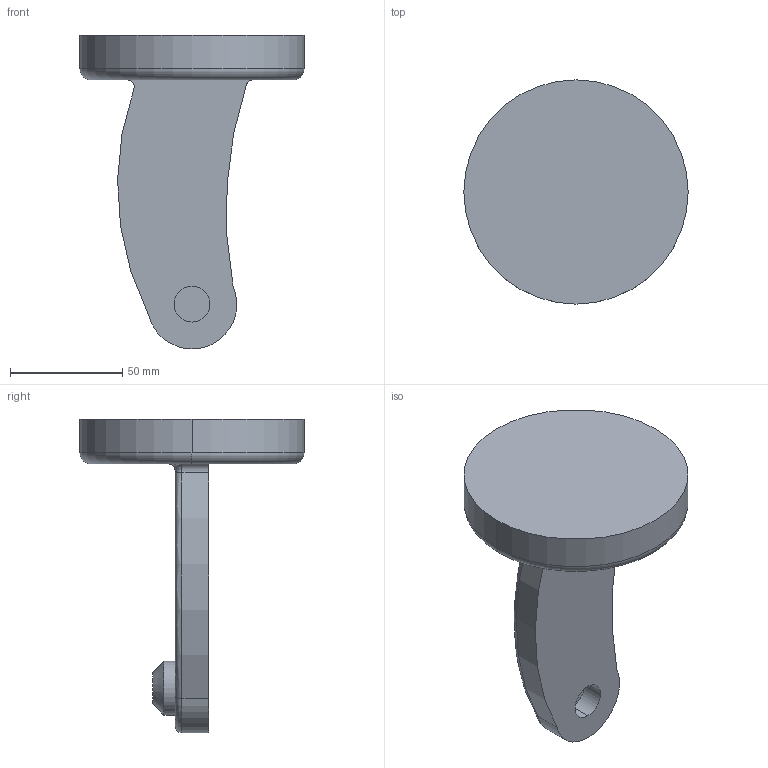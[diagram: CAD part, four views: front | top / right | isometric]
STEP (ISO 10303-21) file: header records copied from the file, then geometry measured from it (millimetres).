
FILE_DESCRIPTION (( 'STEP AP203' ), '1' );
FILE_NAME ('Part1_Default_sldprt.STEP', '2023-12-12T03:33:34', ( '' ), ( '' ), 'SwSTEP 2.0', 'SolidWorks 2018', '' );
FILE_SCHEMA (( 'CONFIG_CONTROL_DESIGN' ));
Length unit declared in the file: millimetre
Products named in the file (1): Part1_Default_sldprt
Bounding box: 100 x 100 x 140 mm (x, y, z)
Volume: 237727.5 mm3; surface area: 35926.3 mm2
Topology: 1 solids, 1 shells, 28 faces, 59 edges, 36 vertices
Faces by surface type: cylinder 13, plane 6, torus 5, cone 2, bspline 2
Entity records: 1043 total; most frequent: CARTESIAN_POINT 352, DIRECTION 142, ORIENTED_EDGE 118, AXIS2_PLACEMENT_3D 62, EDGE_CURVE 59, VERTEX_POINT 36, CIRCLE 35, EDGE_LOOP 31
